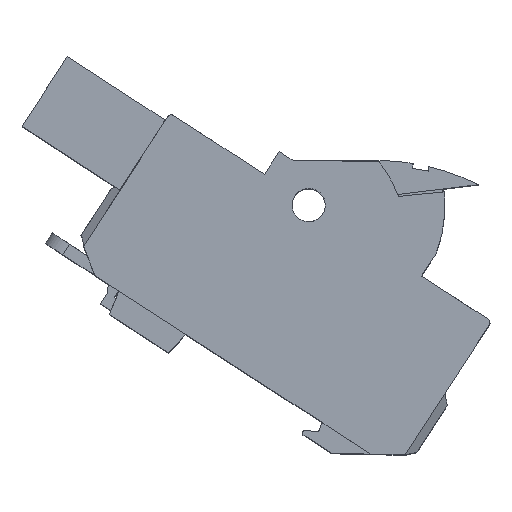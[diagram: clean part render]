
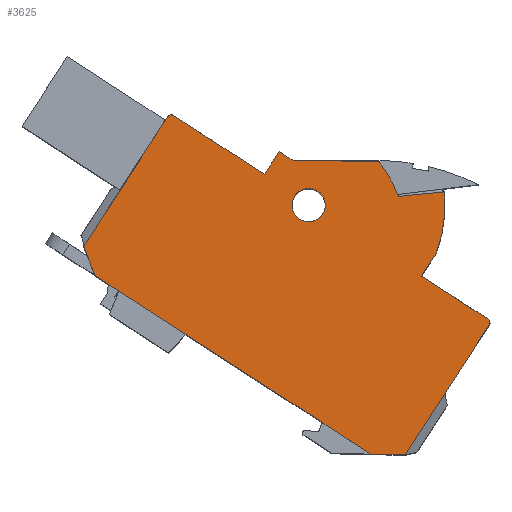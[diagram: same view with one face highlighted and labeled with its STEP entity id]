
A CAD part, top view. The second image highlights one B-rep face of the part: STEP entity #3625.
In plain terms, the highlighted planar face has unit normal (0, 0, 1).
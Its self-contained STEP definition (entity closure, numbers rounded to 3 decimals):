
#3459=CARTESIAN_POINT('',(45.97,21.726,13.5));
#3460=DIRECTION('',(0.0,0.0,1.0));
#3461=DIRECTION('',(1.0,0.0,0.0));
#3462=AXIS2_PLACEMENT_3D('',#3459,#3460,#3461);
#3463=PLANE('',#3462);
#3464=CARTESIAN_POINT('',(71.0,0.0,13.5));
#3465=VERTEX_POINT('',#3464);
#3466=CARTESIAN_POINT('',(6.,0.0,13.5));
#3467=VERTEX_POINT('',#3466);
#3468=CARTESIAN_POINT('',(71.0,0.0,13.5));
#3469=DIRECTION('',(-1.0,0.0,0.0));
#3470=VECTOR('',#3469,65.0);
#3471=LINE('',#3468,#3470);
#3472=EDGE_CURVE('',#3465,#3467,#3471,.T.);
#3473=ORIENTED_EDGE('',*,*,#3472,.F.);
#3474=CARTESIAN_POINT('',(71.011,-0.048,13.5));
#3475=VERTEX_POINT('',#3474);
#3476=CARTESIAN_POINT('',(71.0,0.0,13.5));
#3477=DIRECTION('',(0.225,-0.974,0.0));
#3478=VECTOR('',#3477,0.05);
#3479=LINE('',#3476,#3478);
#3480=EDGE_CURVE('',#3465,#3475,#3479,.T.);
#3481=ORIENTED_EDGE('',*,*,#3480,.T.);
#3482=CARTESIAN_POINT('',(84.922,-0.048,13.5));
#3483=VERTEX_POINT('',#3482);
#3484=CARTESIAN_POINT('',(71.011,-0.048,13.5));
#3485=DIRECTION('',(1.0,0.0,0.0));
#3486=VECTOR('',#3485,13.91);
#3487=LINE('',#3484,#3486);
#3488=EDGE_CURVE('',#3475,#3483,#3487,.T.);
#3489=ORIENTED_EDGE('',*,*,#3488,.T.);
#3490=CARTESIAN_POINT('',(92.,4.33,13.5));
#3491=VERTEX_POINT('',#3490);
#3492=CARTESIAN_POINT('',(84.922,-0.048,13.5));
#3493=DIRECTION('',(0.85,0.526,0.0));
#3494=VECTOR('',#3493,8.323);
#3495=LINE('',#3492,#3494);
#3496=EDGE_CURVE('',#3483,#3491,#3495,.T.);
#3497=ORIENTED_EDGE('',*,*,#3496,.T.);
#3498=CARTESIAN_POINT('',(92.,41.5,13.5));
#3499=VERTEX_POINT('',#3498);
#3500=CARTESIAN_POINT('',(92.,41.5,13.5));
#3501=DIRECTION('',(0.0,-1.0,0.0));
#3502=VECTOR('',#3501,37.17);
#3503=LINE('',#3500,#3502);
#3504=EDGE_CURVE('',#3499,#3491,#3503,.T.);
#3505=ORIENTED_EDGE('',*,*,#3504,.F.);
#3506=CARTESIAN_POINT('',(91.,42.5,13.5));
#3507=VERTEX_POINT('',#3506);
#3508=CARTESIAN_POINT('',(91.,41.5,13.5));
#3509=DIRECTION('',(0.0,0.0,-1.0));
#3510=DIRECTION('',(1.0,0.0,0.0));
#3511=AXIS2_PLACEMENT_3D('',#3508,#3509,#3510);
#3512=CIRCLE('',#3511,1.);
#3513=EDGE_CURVE('',#3507,#3499,#3512,.T.);
#3514=ORIENTED_EDGE('',*,*,#3513,.F.);
#3515=CARTESIAN_POINT('',(71.955,42.5,13.5));
#3516=VERTEX_POINT('',#3515);
#3517=CARTESIAN_POINT('',(71.955,42.5,13.5));
#3518=DIRECTION('',(1.0,0.0,0.0));
#3519=VECTOR('',#3518,19.045);
#3520=LINE('',#3517,#3519);
#3521=EDGE_CURVE('',#3516,#3507,#3520,.T.);
#3522=ORIENTED_EDGE('',*,*,#3521,.F.);
#3523=CARTESIAN_POINT('',(71.955,49.056,13.5));
#3524=VERTEX_POINT('',#3523);
#3525=CARTESIAN_POINT('',(71.955,49.056,13.5));
#3526=DIRECTION('',(0.0,-1.0,0.0));
#3527=VECTOR('',#3526,6.556);
#3528=LINE('',#3525,#3527);
#3529=EDGE_CURVE('',#3524,#3516,#3528,.T.);
#3530=ORIENTED_EDGE('',*,*,#3529,.F.);
#3531=CARTESIAN_POINT('',(65.579,62.463,13.5));
#3532=VERTEX_POINT('',#3531);
#3533=CARTESIAN_POINT('',(39.955,42.056,13.5));
#3534=DIRECTION('',(0.0,0.0,-1.));
#3535=DIRECTION('',(0.977,0.214,0.0));
#3536=AXIS2_PLACEMENT_3D('',#3533,#3534,#3535);
#3537=CIRCLE('',#3536,32.757);
#3538=EDGE_CURVE('',#3532,#3524,#3537,.T.);
#3539=ORIENTED_EDGE('',*,*,#3538,.F.);
#3540=CARTESIAN_POINT('',(56.928,55.542,13.5));
#3541=VERTEX_POINT('',#3540);
#3542=CARTESIAN_POINT('',(56.928,55.542,13.5));
#3543=DIRECTION('',(0.781,0.625,0.0));
#3544=VECTOR('',#3543,11.079);
#3545=LINE('',#3542,#3544);
#3546=EDGE_CURVE('',#3541,#3532,#3545,.T.);
#3547=ORIENTED_EDGE('',*,*,#3546,.F.);
#3548=CARTESIAN_POINT('',(48.5,60.,13.5));
#3549=VERTEX_POINT('',#3548);
#3550=CARTESIAN_POINT('',(38.02,29.993,13.5));
#3551=DIRECTION('',(0.0,0.0,-1.0));
#3552=DIRECTION('',(0.595,0.804,0.0));
#3553=AXIS2_PLACEMENT_3D('',#3550,#3551,#3552);
#3554=CIRCLE('',#3553,31.784);
#3555=EDGE_CURVE('',#3549,#3541,#3554,.T.);
#3556=ORIENTED_EDGE('',*,*,#3555,.F.);
#3557=CARTESIAN_POINT('',(30.717,49.,13.5));
#3558=VERTEX_POINT('',#3557);
#3559=CARTESIAN_POINT('',(30.717,49.,13.5));
#3560=DIRECTION('',(0.85,0.526,0.0));
#3561=VECTOR('',#3560,20.91);
#3562=LINE('',#3559,#3561);
#3563=EDGE_CURVE('',#3558,#3549,#3562,.T.);
#3564=ORIENTED_EDGE('',*,*,#3563,.F.);
#3565=CARTESIAN_POINT('',(27.0,49.,13.5));
#3566=VERTEX_POINT('',#3565);
#3567=CARTESIAN_POINT('',(27.0,49.,13.5));
#3568=DIRECTION('',(1.0,0.0,0.0));
#3569=VECTOR('',#3568,3.717);
#3570=LINE('',#3567,#3569);
#3571=EDGE_CURVE('',#3566,#3558,#3570,.T.);
#3572=ORIENTED_EDGE('',*,*,#3571,.F.);
#3573=CARTESIAN_POINT('',(27.0,42.5,13.5));
#3574=VERTEX_POINT('',#3573);
#3575=CARTESIAN_POINT('',(27.0,42.5,13.5));
#3576=DIRECTION('',(0.0,1.0,0.0));
#3577=VECTOR('',#3576,6.5);
#3578=LINE('',#3575,#3577);
#3579=EDGE_CURVE('',#3574,#3566,#3578,.T.);
#3580=ORIENTED_EDGE('',*,*,#3579,.F.);
#3581=CARTESIAN_POINT('',(1.,42.5,13.5));
#3582=VERTEX_POINT('',#3581);
#3583=CARTESIAN_POINT('',(1.,42.5,13.5));
#3584=DIRECTION('',(1.0,0.0,0.0));
#3585=VECTOR('',#3584,26.);
#3586=LINE('',#3583,#3585);
#3587=EDGE_CURVE('',#3582,#3574,#3586,.T.);
#3588=ORIENTED_EDGE('',*,*,#3587,.F.);
#3589=CARTESIAN_POINT('',(0.,41.5,13.5));
#3590=VERTEX_POINT('',#3589);
#3591=CARTESIAN_POINT('',(1.,41.5,13.5));
#3592=DIRECTION('',(0.0,0.0,-1.0));
#3593=DIRECTION('',(0.0,1.0,0.0));
#3594=AXIS2_PLACEMENT_3D('',#3591,#3592,#3593);
#3595=CIRCLE('',#3594,1.);
#3596=EDGE_CURVE('',#3590,#3582,#3595,.T.);
#3597=ORIENTED_EDGE('',*,*,#3596,.F.);
#3598=CARTESIAN_POINT('',(0.,4.33,13.5));
#3599=VERTEX_POINT('',#3598);
#3600=CARTESIAN_POINT('',(0.,4.33,13.5));
#3601=DIRECTION('',(0.0,1.0,0.0));
#3602=VECTOR('',#3601,37.17);
#3603=LINE('',#3600,#3602);
#3604=EDGE_CURVE('',#3599,#3590,#3603,.T.);
#3605=ORIENTED_EDGE('',*,*,#3604,.F.);
#3606=CARTESIAN_POINT('',(6.,0.0,13.5));
#3607=DIRECTION('',(-0.811,0.585,0.0));
#3608=VECTOR('',#3607,7.399);
#3609=LINE('',#3606,#3608);
#3610=EDGE_CURVE('',#3467,#3599,#3609,.T.);
#3611=ORIENTED_EDGE('',*,*,#3610,.F.);
#3612=EDGE_LOOP('',(#3473,#3481,#3489,#3497,#3505,#3514,#3522,#3530,#3539,#3547,#3556,#3564,#3572,#3580,#3588,#3597,#3605,#3611));
#3613=FACE_OUTER_BOUND('',#3612,.T.);
#3614=CARTESIAN_POINT('',(43.955,42.056,13.5));
#3615=VERTEX_POINT('',#3614);
#3616=CARTESIAN_POINT('',(39.955,42.056,13.5));
#3617=DIRECTION('',(0.0,0.0,-1.0));
#3618=DIRECTION('',(1.0,0.0,0.0));
#3619=AXIS2_PLACEMENT_3D('',#3616,#3617,#3618);
#3620=CIRCLE('',#3619,4.0);
#3621=EDGE_CURVE('',#3615,#3615,#3620,.T.);
#3622=ORIENTED_EDGE('',*,*,#3621,.T.);
#3623=EDGE_LOOP('',(#3622));
#3624=FACE_BOUND('',#3623,.T.);
#3625=ADVANCED_FACE('',(#3613,#3624),#3463,.T.);
